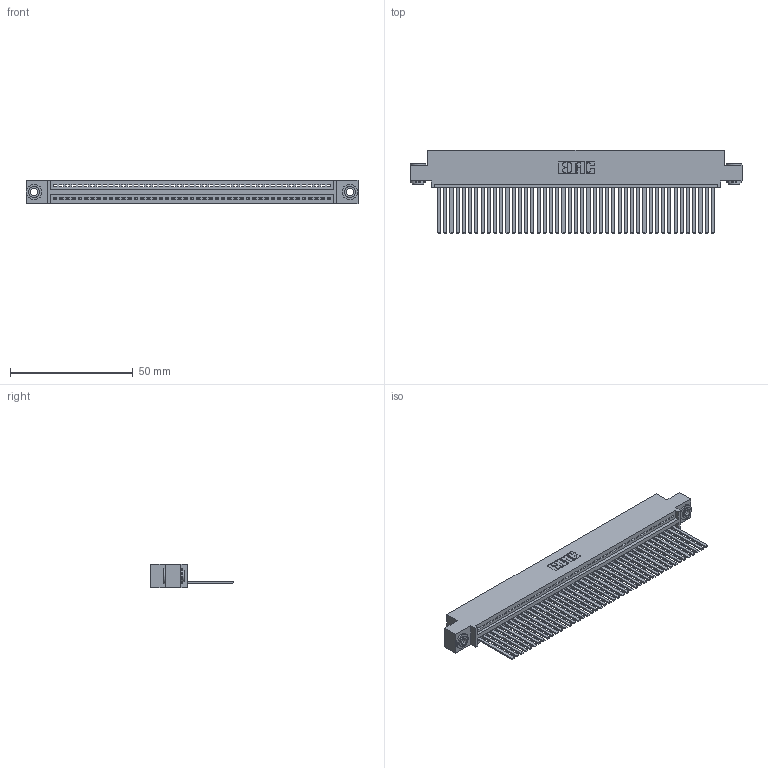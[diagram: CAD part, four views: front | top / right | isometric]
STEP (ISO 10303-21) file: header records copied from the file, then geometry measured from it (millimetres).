
FILE_DESCRIPTION (( 'STEP AP203' ), '1' );
FILE_NAME ('345-045-544-403.STEP', '2019-10-08T22:03:32', ( '' ), ( '' ), 'SwSTEP 2.0', 'SolidWorks 2016', '' );
FILE_SCHEMA (( 'CONFIG_CONTROL_DESIGN' ));
Length unit declared in the file: inch
Products named in the file (4): 345 Part_0.110 Offset - 0.156 Dia-TH; 345-292-001_345-293-144; 345-045-544-403; 345-250-002_345-250-002-102
Assembly tree (48 placements, depth 2):
  345-045-544-403
    345 Part_0.110 Offset - 0.156 Dia-TH
    345-292-001_345-293-144  x45
    345-250-002_345-250-002-102  x2
Bounding box: 135.51 x 33.96 x 9.4 mm (x, y, z)
Volume: 13362.5 mm3; surface area: 19659.3 mm2
Topology: 48 solids, 48 shells, 2508 faces, 7539 edges, 4962 vertices
Faces by surface type: plane 1714, cylinder 786, cone 8
Entity records: 34062 total; most frequent: CARTESIAN_POINT 5878, ORIENTED_EDGE 5850, DIRECTION 5157, EDGE_CURVE 2925, VECTOR 2593, LINE 2593, VERTEX_POINT 1946, AXIS2_PLACEMENT_3D 1282
